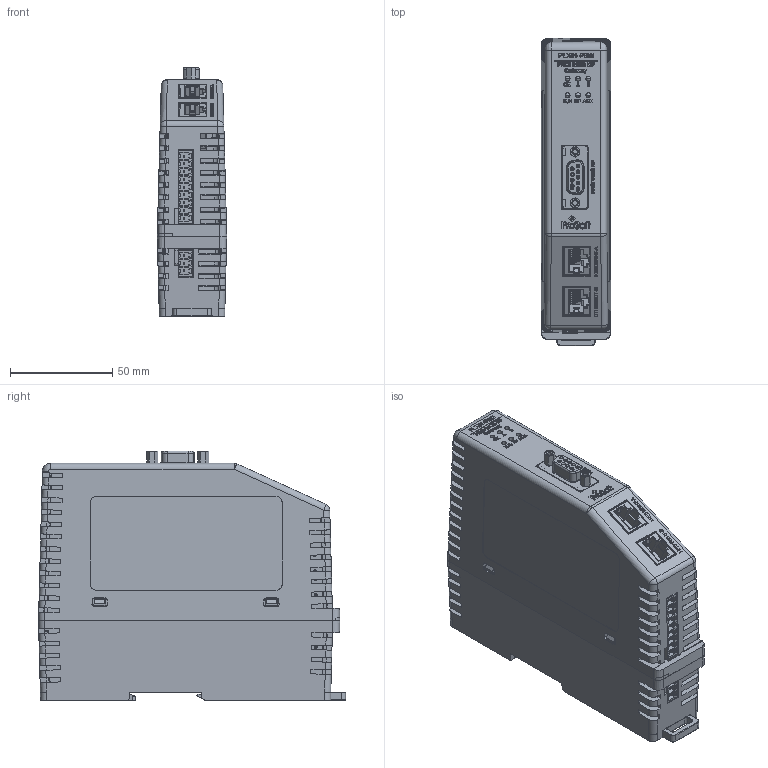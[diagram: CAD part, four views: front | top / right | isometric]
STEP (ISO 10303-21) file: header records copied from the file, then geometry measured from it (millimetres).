
FILE_DESCRIPTION (( 'STEP AP214' ), '1' );
FILE_NAME ('PLX51-PBM.STEP', '2020-07-24T21:18:12', ( '' ), ( '' ), 'SwSTEP 2.0', 'SolidWorks 2020', '' );
FILE_SCHEMA (( 'AUTOMOTIVE_DESIGN' ));
Length unit declared in the file: millimetre
Products named in the file (11): PLX51-PBM; Clip_PCD; PCD_LID_A_02_Rev4A_Profibus Master; JD1-0003NL1; DipSwitch; PCD_BASE_A_01; TriLED; PCD_Dual_R02_Profibus_DP; Socket3a; Socket9; c-1734354-1-o-3d
Assembly tree (12 placements, depth 2):
  PLX51-PBM
    PCD_BASE_A_01
    PCD_LID_A_02_Rev4A_Profibus Master
    PCD_Dual_R02_Profibus_DP
    TriLED  x2
    DipSwitch
    JD1-0003NL1  x2
    Socket3a
    Socket9
    c-1734354-1-o-3d
    Clip_PCD
Bounding box: 34.03 x 150.33 x 122.32 mm (x, y, z)
Volume: 144437.6 mm3; surface area: 147274.8 mm2
Topology: 10 solids, 20 shells, 6467 faces, 17520 edges, 11122 vertices
Faces by surface type: plane 3877, cylinder 1358, bspline 760, cone 225, torus 134, sphere 113
Entity records: 212255 total; most frequent: CARTESIAN_POINT 58682, ORIENTED_EDGE 29168, DIRECTION 24472, EDGE_CURVE 14604, VECTOR 10020, LINE 10020, VERTEX_POINT 9285, AXIS2_PLACEMENT_3D 7226
